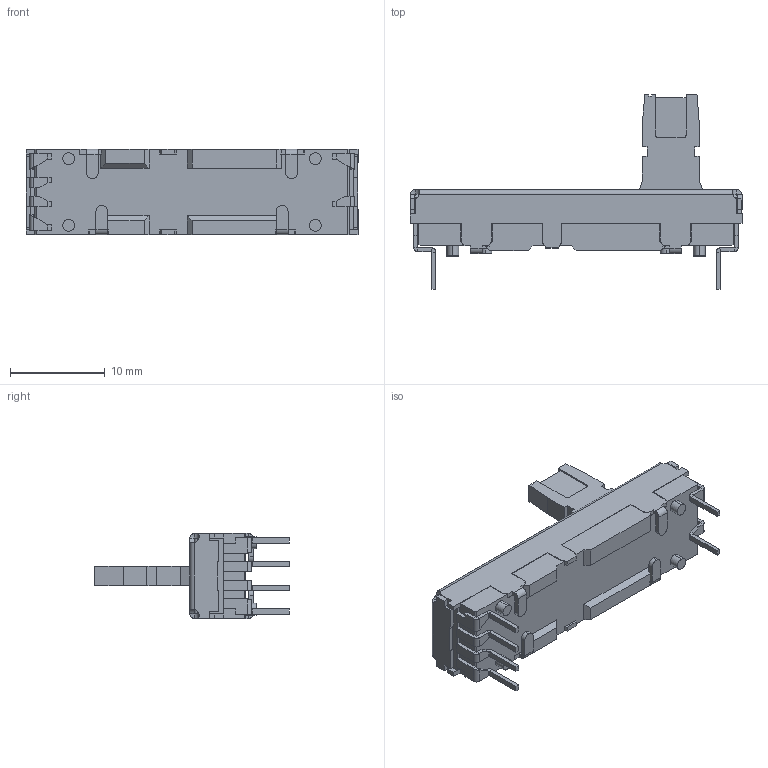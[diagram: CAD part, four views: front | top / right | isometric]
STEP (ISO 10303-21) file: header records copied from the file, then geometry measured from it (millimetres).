
FILE_DESCRIPTION (( 'STEP AP214' ), '1' );
FILE_NAME ('PTL20-10O0-103B2.STEP', '2018-11-10T15:25:22', ( '' ), ( '' ), 'SwSTEP 2.0', 'SolidWorks 2017', '' );
FILE_SCHEMA (( 'AUTOMOTIVE_DESIGN' ));
Length unit declared in the file: millimetre
Products named in the file (1): PTL20-10O0-103B2
Bounding box: 35 x 20.5 x 9 mm (x, y, z)
Volume: 1947.2 mm3; surface area: 2646.9 mm2
Topology: 10 solids, 10 shells, 442 faces, 1090 edges, 672 vertices
Faces by surface type: plane 346, cylinder 85, bspline 11
Entity records: 13109 total; most frequent: CARTESIAN_POINT 2606, ORIENTED_EDGE 2180, DIRECTION 2052, EDGE_CURVE 1090, VECTOR 908, LINE 908, VERTEX_POINT 672, AXIS2_PLACEMENT_3D 572
